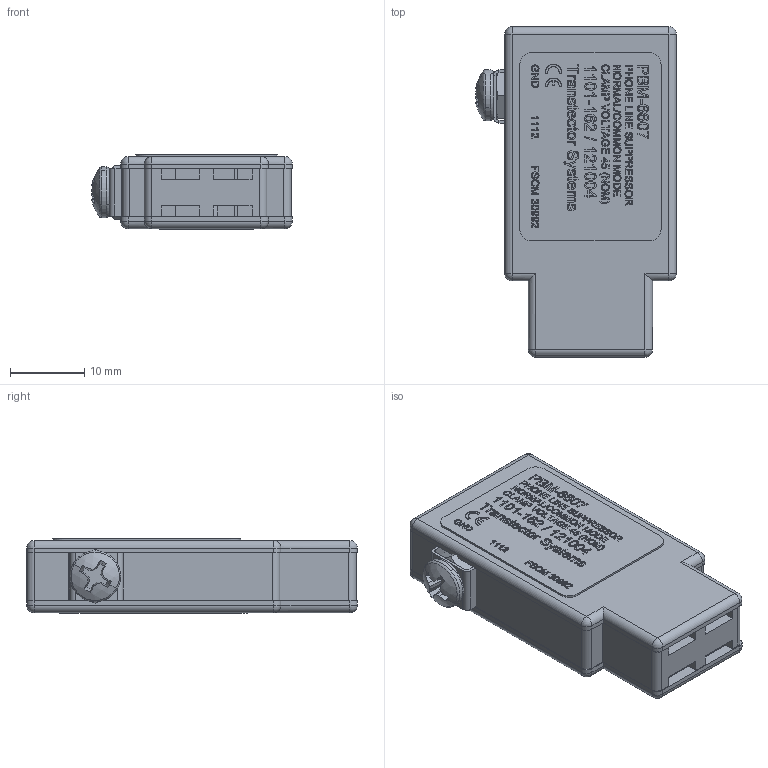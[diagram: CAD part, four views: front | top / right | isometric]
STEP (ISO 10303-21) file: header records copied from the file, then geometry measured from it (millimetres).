
FILE_DESCRIPTION (( 'STEP AP214' ), '1' );
FILE_NAME ('1101-162-E.STEP', '2019-01-22T23:08:35', ( '' ), ( '' ), 'SwSTEP 2.0', 'SolidWorks 2018', '' );
FILE_SCHEMA (( 'AUTOMOTIVE_DESIGN' ));
Length unit declared in the file: inch
Products named in the file (18): 2102-006_2102-006; 2001-100; 1000-953; 2100-037_2100-037; 2003-1112; 2001-095; 2102-006; 2003-1052; 1101-162-E; 3800-153; 2100-037
Assembly tree (11 placements, depth 3):
  2001-100
  2001-095
  2003-1052
  1101-162-E
    2100-037
    2102-006
  3800-153
Bounding box: 27.05 x 44.6 x 10.09 mm (x, y, z)
Volume: 5372.3 mm3; surface area: 9536.1 mm2
Topology: 8 solids, 8 shells, 2254 faces, 6089 edges, 4006 vertices
Faces by surface type: plane 1390, bspline 653, cylinder 160, cone 33, sphere 14, torus 4
Entity records: 128774 total; most frequent: CARTESIAN_POINT 55260, ORIENTED_EDGE 11824, DIRECTION 7742, EDGE_CURVE 5912, LINE 4208, VECTOR 4208, VERTEX_POINT 3904, EDGE_LOOP 2352
